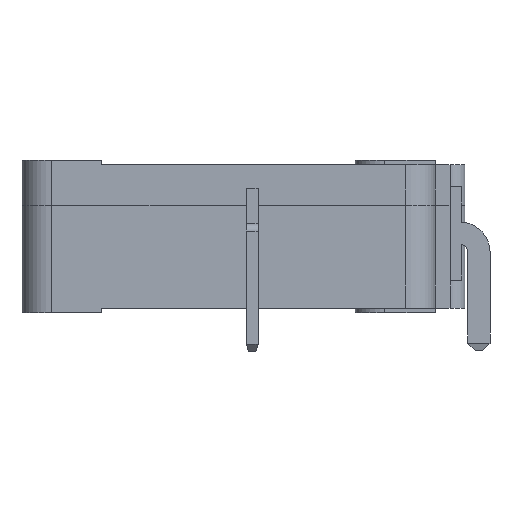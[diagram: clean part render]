
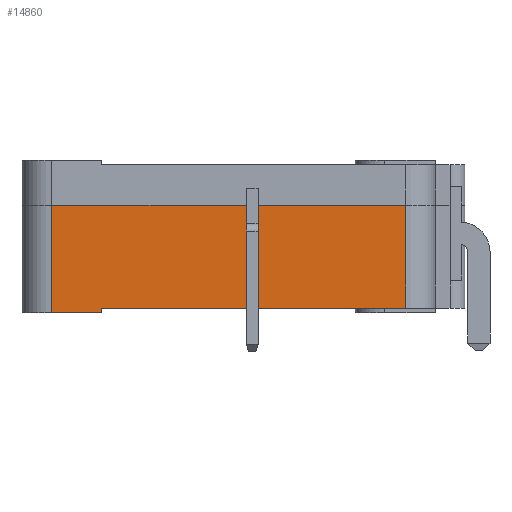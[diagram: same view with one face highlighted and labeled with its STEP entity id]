
A CAD part, front view. The second image highlights one B-rep face of the part: STEP entity #14860.
In plain terms, the highlighted planar face has unit normal (0, -1, 0).
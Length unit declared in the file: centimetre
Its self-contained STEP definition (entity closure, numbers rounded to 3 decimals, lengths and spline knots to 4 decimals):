
#881=FACE_OUTER_BOUND('',#1706,.T.);
#1706=EDGE_LOOP('',(#10300,#10301,#10302,#10303,#10304,#10305,#10306,#10307,
#10308,#10309));
#2843=LINE('',#20085,#4534);
#2856=LINE('',#20118,#4547);
#2884=LINE('',#20173,#4575);
#2885=LINE('',#20177,#4576);
#2886=LINE('',#20179,#4577);
#2887=LINE('',#20181,#4578);
#2888=LINE('',#20183,#4579);
#2889=LINE('',#20185,#4580);
#2890=LINE('',#20187,#4581);
#2891=LINE('',#20188,#4582);
#4534=VECTOR('',#16840,1.);
#4547=VECTOR('',#16863,1.);
#4575=VECTOR('',#16919,1.);
#4576=VECTOR('',#16924,1.);
#4577=VECTOR('',#16925,1.);
#4578=VECTOR('',#16926,1.);
#4579=VECTOR('',#16927,1.);
#4580=VECTOR('',#16928,1.);
#4581=VECTOR('',#16929,1.);
#4582=VECTOR('',#16930,1.);
#6179=VERTEX_POINT('',#20083);
#6180=VERTEX_POINT('',#20084);
#6194=VERTEX_POINT('',#20116);
#6195=VERTEX_POINT('',#20117);
#6209=VERTEX_POINT('',#20176);
#6210=VERTEX_POINT('',#20178);
#6211=VERTEX_POINT('',#20180);
#6212=VERTEX_POINT('',#20182);
#6213=VERTEX_POINT('',#20184);
#6214=VERTEX_POINT('',#20186);
#7749=EDGE_CURVE('',#6179,#6180,#2843,.T.);
#7765=EDGE_CURVE('',#6194,#6195,#2856,.T.);
#7794=EDGE_CURVE('',#6180,#6194,#2884,.T.);
#7795=EDGE_CURVE('',#6195,#6209,#2885,.T.);
#7796=EDGE_CURVE('',#6210,#6209,#2886,.T.);
#7797=EDGE_CURVE('',#6211,#6210,#2887,.T.);
#7798=EDGE_CURVE('',#6211,#6212,#2888,.T.);
#7799=EDGE_CURVE('',#6212,#6213,#2889,.T.);
#7800=EDGE_CURVE('',#6213,#6214,#2890,.T.);
#7801=EDGE_CURVE('',#6214,#6179,#2891,.T.);
#10300=ORIENTED_EDGE('',*,*,#7749,.T.);
#10301=ORIENTED_EDGE('',*,*,#7794,.T.);
#10302=ORIENTED_EDGE('',*,*,#7765,.T.);
#10303=ORIENTED_EDGE('',*,*,#7795,.T.);
#10304=ORIENTED_EDGE('',*,*,#7796,.F.);
#10305=ORIENTED_EDGE('',*,*,#7797,.F.);
#10306=ORIENTED_EDGE('',*,*,#7798,.T.);
#10307=ORIENTED_EDGE('',*,*,#7799,.T.);
#10308=ORIENTED_EDGE('',*,*,#7800,.T.);
#10309=ORIENTED_EDGE('',*,*,#7801,.T.);
#14297=PLANE('',#15742);
#14860=ADVANCED_FACE('',(#881),#14297,.T.);
#15742=AXIS2_PLACEMENT_3D('',#20175,#16922,#16923);
#16840=DIRECTION('',(0.,0.,-1.));
#16863=DIRECTION('',(0.,0.,1.));
#16919=DIRECTION('',(-1.,0.,0.));
#16922=DIRECTION('center_axis',(0.,-1.,0.));
#16923=DIRECTION('ref_axis',(0.,0.,-1.));
#16924=DIRECTION('',(-1.,0.,0.));
#16925=DIRECTION('',(0.,0.,1.));
#16926=DIRECTION('',(-1.,0.,0.));
#16927=DIRECTION('',(0.,0.,1.));
#16928=DIRECTION('',(1.,0.,0.));
#16929=DIRECTION('',(0.,0.,1.));
#16930=DIRECTION('',(-1.,0.,0.));
#20083=CARTESIAN_POINT('',(-1.295,-0.7475,0.725));
#20084=CARTESIAN_POINT('',(-1.295,-0.7475,0.21));
#20085=CARTESIAN_POINT('',(-1.295,-0.7475,0.3625));
#20116=CARTESIAN_POINT('',(-1.375,-0.7475,0.21));
#20117=CARTESIAN_POINT('',(-1.375,-0.7475,0.725));
#20118=CARTESIAN_POINT('',(-1.375,-0.7475,0.1625));
#20173=CARTESIAN_POINT('',(-0.7975,-0.7475,0.21));
#20175=CARTESIAN_POINT('Origin',(-0.3,-0.7475,
0.));
#20176=CARTESIAN_POINT('',(-2.69,-0.7475,0.725));
#20177=CARTESIAN_POINT('',(-1.5951,-0.7475,0.725));
#20178=CARTESIAN_POINT('',(-2.69,-0.7475,0.));
#20179=CARTESIAN_POINT('',(-2.69,-0.7475,0.));
#20180=CARTESIAN_POINT('',(-2.35,-0.7475,0.));
#20181=CARTESIAN_POINT('',(-0.3,-0.7475,0.));
#20182=CARTESIAN_POINT('',(-2.35,-0.7475,0.03));
#20183=CARTESIAN_POINT('',(-2.35,-0.7475,0.));
#20184=CARTESIAN_POINT('',(-0.3,-0.7475,0.03));
#20185=CARTESIAN_POINT('',(-0.8452,-0.7475,0.03));
#20186=CARTESIAN_POINT('',(-0.3,-0.7475,0.725));
#20187=CARTESIAN_POINT('',(-0.3,-0.7475,0.));
#20188=CARTESIAN_POINT('',(-1.5951,-0.7475,0.725));
